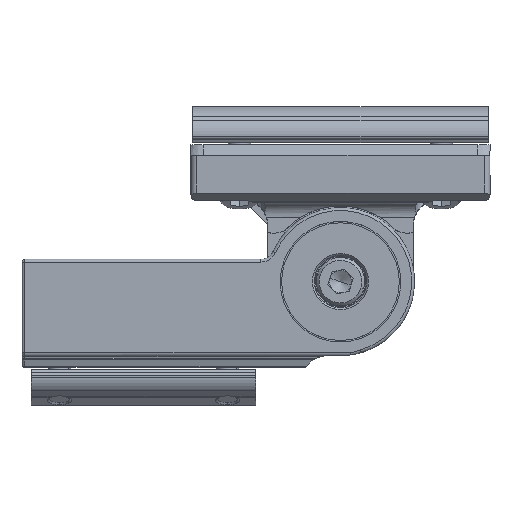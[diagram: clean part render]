
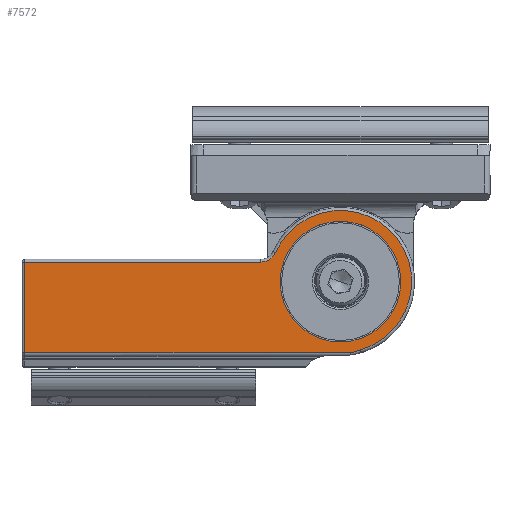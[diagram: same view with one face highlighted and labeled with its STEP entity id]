
A CAD part, top view. The second image highlights one B-rep face of the part: STEP entity #7572.
In plain terms, the highlighted planar face has unit normal (0, 0, 1).
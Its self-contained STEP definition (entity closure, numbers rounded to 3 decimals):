
#115 = CARTESIAN_POINT ( 'NONE',  ( -21.275, 25.238, 19.5 ) ) ;
#150 = CARTESIAN_POINT ( 'NONE',  ( -84.438, 25.238, 19.5 ) ) ;
#891 = CIRCLE ( 'NONE', #13563, 4.262 ) ;
#1104 = CARTESIAN_POINT ( 'NONE',  ( -84.438, 1., 19.5 ) ) ;
#1152 = AXIS2_PLACEMENT_3D ( 'NONE', #12053, #7559, #8584 ) ;
#1171 = CARTESIAN_POINT ( 'NONE',  ( 0., 20., 19.5 ) ) ;
#1358 = EDGE_CURVE ( 'NONE', #8533, #1696, #6698, .T. ) ;
#1696 = VERTEX_POINT ( 'NONE', #2379 ) ;
#1724 = DIRECTION ( 'NONE',  ( -1., 0., 0. ) ) ;
#1846 = EDGE_CURVE ( 'NONE', #1696, #8533, #14144, .T. ) ;
#1887 = CIRCLE ( 'NONE', #1152, 19.038 ) ;
#2223 = LINE ( 'NONE', #8325, #14207 ) ;
#2366 = VERTEX_POINT ( 'NONE', #8185 ) ;
#2379 = CARTESIAN_POINT ( 'NONE',  ( 0., 36.129, 19.5 ) ) ;
#2579 = VERTEX_POINT ( 'NONE', #14923 ) ;
#3108 = EDGE_CURVE ( 'NONE', #10305, #8308, #891, .T. ) ;
#3323 = EDGE_CURVE ( 'NONE', #8308, #13245, #1887, .T. ) ;
#3410 = ORIENTED_EDGE ( 'NONE', *, *, #1846, .F. ) ;
#3437 = CARTESIAN_POINT ( 'NONE',  ( 5.357, 1.731, 19.5 ) ) ;
#3865 = CARTESIAN_POINT ( 'NONE',  ( 0., 20., 19.5 ) ) ;
#4028 = VERTEX_POINT ( 'NONE', #150 ) ;
#4071 = ORIENTED_EDGE ( 'NONE', *, *, #1358, .F. ) ;
#4174 = VECTOR ( 'NONE', #8111, 1000. ) ;
#4482 = EDGE_CURVE ( 'NONE', #2579, #2366, #8456, .T. ) ;
#4483 = AXIS2_PLACEMENT_3D ( 'NONE', #1171, #10662, #11586 ) ;
#4700 = EDGE_CURVE ( 'NONE', #13245, #2579, #6924, .T. ) ;
#5316 = FACE_OUTER_BOUND ( 'NONE', #6832, .T. ) ;
#5461 = DIRECTION ( 'NONE',  ( 0., 0., 1. ) ) ;
#5570 = ORIENTED_EDGE ( 'NONE', *, *, #9614, .F. ) ;
#6549 = FACE_BOUND ( 'NONE', #14624, .T. ) ;
#6698 = CIRCLE ( 'NONE', #4483, 16.129 ) ;
#6832 = EDGE_LOOP ( 'NONE', ( #5570, #13320, #14993, #11880, #11895, #12113 ) ) ;
#6924 = LINE ( 'NONE', #3437, #4174 ) ;
#6969 = DIRECTION ( 'NONE',  ( 1., 0., 0. ) ) ;
#7087 = LINE ( 'NONE', #1104, #15393 ) ;
#7274 = DIRECTION ( 'NONE',  ( -1., 0., 0. ) ) ;
#7559 = DIRECTION ( 'NONE',  ( 0., 0., -1. ) ) ;
#7572 = ADVANCED_FACE ( 'NONE', ( #6549, #5316 ), #9120, .F. ) ;
#7612 = EDGE_CURVE ( 'NONE', #4028, #2366, #7087, .T. ) ;
#7687 = AXIS2_PLACEMENT_3D ( 'NONE', #3865, #12391, #14656 ) ;
#7726 = DIRECTION ( 'NONE',  ( 0., 0., -1. ) ) ;
#8111 = DIRECTION ( 'NONE',  ( -0.96, -0.281, 0. ) ) ;
#8185 = CARTESIAN_POINT ( 'NONE',  ( -84.438, 1., 19.5 ) ) ;
#8308 = VERTEX_POINT ( 'NONE', #10171 ) ;
#8325 = CARTESIAN_POINT ( 'NONE',  ( -86.2, 25.238, 19.5 ) ) ;
#8456 = LINE ( 'NONE', #13188, #8895 ) ;
#8533 = VERTEX_POINT ( 'NONE', #10951 ) ;
#8584 = DIRECTION ( 'NONE',  ( -0.913, 0.408, 0. ) ) ;
#8895 = VECTOR ( 'NONE', #7274, 1000. ) ;
#9120 = PLANE ( 'NONE',  #14875 ) ;
#9614 = EDGE_CURVE ( 'NONE', #4028, #10305, #2223, .T. ) ;
#10056 = CARTESIAN_POINT ( 'NONE',  ( -21.275, 29.5, 19.5 ) ) ;
#10171 = CARTESIAN_POINT ( 'NONE',  ( -17.384, 27.762, 19.5 ) ) ;
#10305 = VERTEX_POINT ( 'NONE', #115 ) ;
#10441 = DIRECTION ( 'NONE',  ( 0., -1., 0. ) ) ;
#10662 = DIRECTION ( 'NONE',  ( 0., 0., 1. ) ) ;
#10951 = CARTESIAN_POINT ( 'NONE',  ( 0., 3.871, 19.5 ) ) ;
#11297 = CARTESIAN_POINT ( 'NONE',  ( 20.8, 0., 19.5 ) ) ;
#11586 = DIRECTION ( 'NONE',  ( 0., 1., 0. ) ) ;
#11880 = ORIENTED_EDGE ( 'NONE', *, *, #4700, .F. ) ;
#11895 = ORIENTED_EDGE ( 'NONE', *, *, #3323, .F. ) ;
#12053 = CARTESIAN_POINT ( 'NONE',  ( 0., 20., 19.5 ) ) ;
#12113 = ORIENTED_EDGE ( 'NONE', *, *, #3108, .F. ) ;
#12391 = DIRECTION ( 'NONE',  ( 0., 0., 1. ) ) ;
#13188 = CARTESIAN_POINT ( 'NONE',  ( 20.8, 1., 19.5 ) ) ;
#13245 = VERTEX_POINT ( 'NONE', #13802 ) ;
#13320 = ORIENTED_EDGE ( 'NONE', *, *, #7612, .T. ) ;
#13563 = AXIS2_PLACEMENT_3D ( 'NONE', #10056, #5461, #15021 ) ;
#13802 = CARTESIAN_POINT ( 'NONE',  ( 5.357, 1.731, 19.5 ) ) ;
#14144 = CIRCLE ( 'NONE', #7687, 16.129 ) ;
#14207 = VECTOR ( 'NONE', #6969, 1000. ) ;
#14624 = EDGE_LOOP ( 'NONE', ( #3410, #4071 ) ) ;
#14656 = DIRECTION ( 'NONE',  ( 0., 1., 0. ) ) ;
#14875 = AXIS2_PLACEMENT_3D ( 'NONE', #11297, #7726, #1724 ) ;
#14923 = CARTESIAN_POINT ( 'NONE',  ( 2.863, 1., 19.5 ) ) ;
#14993 = ORIENTED_EDGE ( 'NONE', *, *, #4482, .F. ) ;
#15021 = DIRECTION ( 'NONE',  ( 0., -1., 0. ) ) ;
#15393 = VECTOR ( 'NONE', #10441, 1000. ) ;
